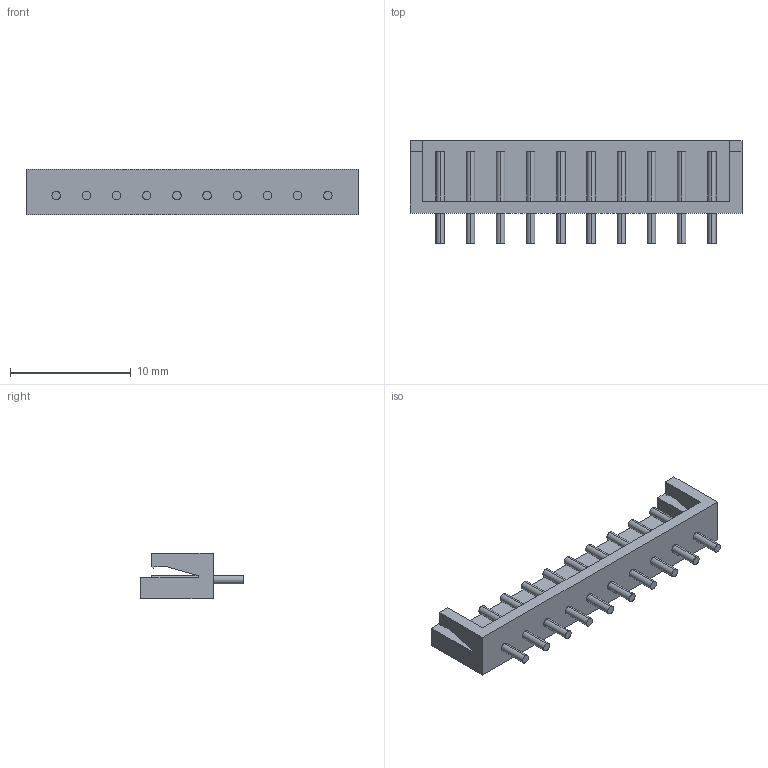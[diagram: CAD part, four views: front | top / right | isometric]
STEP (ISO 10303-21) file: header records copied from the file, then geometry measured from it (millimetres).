
FILE_DESCRIPTION (( 'STEP AP214' ), '1' );
FILE_NAME ('JS-1132-10.STEP', '2007-10-27T07:34:30', ( 'Chinese User' ), ( 'Chinese ORG' ), 'SwSTEP 2.0', 'SolidWorks 2008', '' );
FILE_SCHEMA (( 'AUTOMOTIVE_DESIGN' ));
Length unit declared in the file: millimetre
Products named in the file (1): JS-1132-10
Bounding box: 27.5 x 8.5 x 3.8 mm (x, y, z)
Volume: 197.4 mm3; surface area: 761.7 mm2
Topology: 1 solids, 1 shells, 84 faces, 186 edges, 124 vertices
Faces by surface type: plane 44, cylinder 40
Entity records: 2813 total; most frequent: DIRECTION 436, CARTESIAN_POINT 395, ORIENTED_EDGE 372, EDGE_CURVE 186, AXIS2_PLACEMENT_3D 165, VERTEX_POINT 124, LINE 106, VECTOR 106
